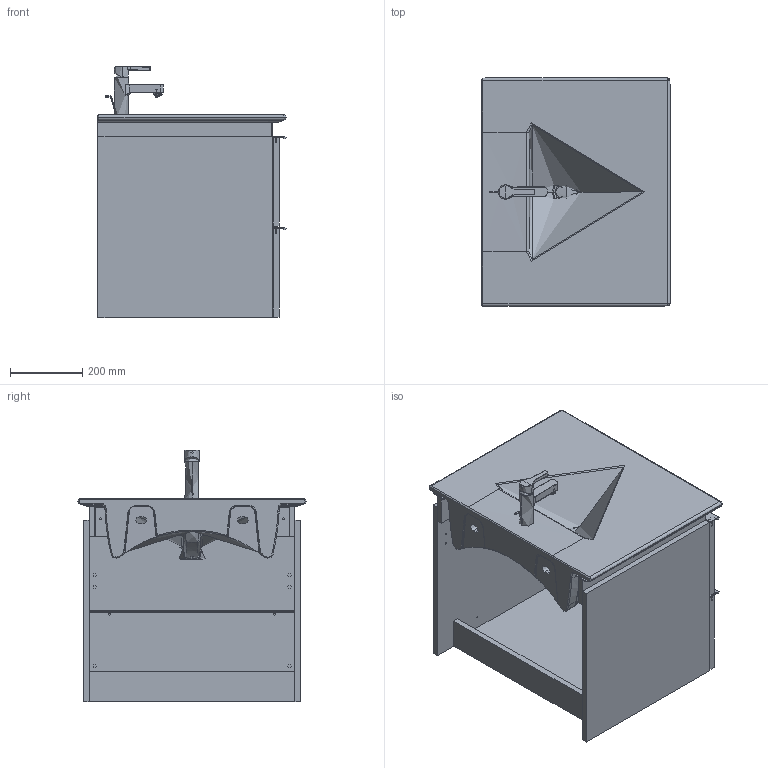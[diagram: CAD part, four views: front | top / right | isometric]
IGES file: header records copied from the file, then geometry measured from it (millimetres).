
Global section: file name: No Iges File Name specified; native system: Autodesk Inventor 2011; preprocessor: AutoDesk Inventor Iges Exporter R2011; author: Administrator; date: 20110518.174746; units: millimetre
Bounding box: 520.89 x 630.27 x 694.99 mm (x, y, z)
Volume: 30262562.7 mm3
Topology: 17 solids, 17 shells, 1122 faces, 4636 edges, 4055 vertices
Faces by surface type: plane 540, revolution 344, bspline 165, cylinder 44, torus 12, cone 11, sphere 6
